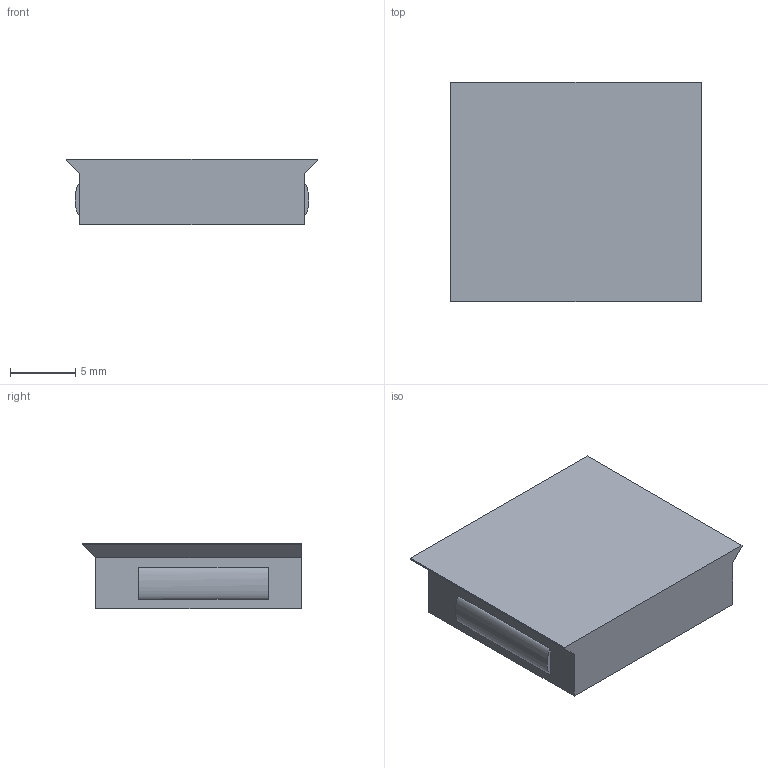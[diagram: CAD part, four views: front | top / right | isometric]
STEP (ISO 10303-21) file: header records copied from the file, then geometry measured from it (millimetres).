
FILE_DESCRIPTION(('HOOPS Exchange Step'),'2;1');
FILE_NAME('temp_export','2024-07-05T15:06:13+02:00',('sebastianfleps'),('Shapr3D Limited'),'HOOPS Exchange 2024.2','Shapr3D','Authorized');
FILE_SCHEMA( ('AUTOMOTIVE_DESIGN { 1 0 10303 214 1 1 1 1 }') );
Length unit declared in the file: millimetre
Products named in the file (1): Body 736 (3)
Bounding box: 19.15 x 16.75 x 5.04 mm (x, y, z)
Volume: 1405.7 mm3; surface area: 954.4 mm2
Topology: 1 solids, 1 shells, 18 faces, 38 edges, 24 vertices
Faces by surface type: plane 16, extrusion 2
Entity records: 544 total; most frequent: CARTESIAN_POINT 111, DIRECTION 80, ORIENTED_EDGE 76, EDGE_CURVE 38, VECTOR 36, LINE 34, VERTEX_POINT 24, AXIS2_PLACEMENT_3D 22
